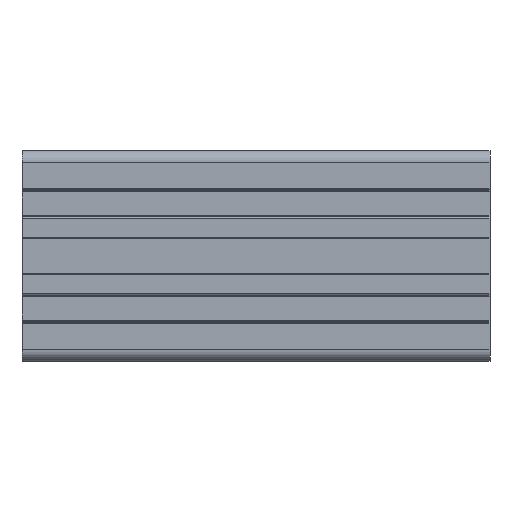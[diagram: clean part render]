
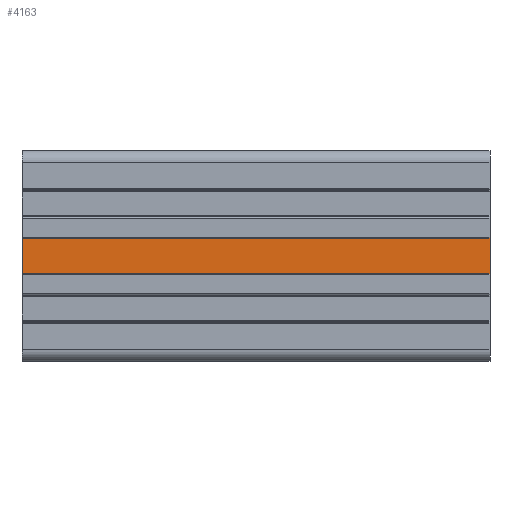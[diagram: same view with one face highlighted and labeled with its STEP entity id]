
A CAD part, left-side view. The second image highlights one B-rep face of the part: STEP entity #4163.
In plain terms, the highlighted planar face has unit normal (-1, 0, 0).
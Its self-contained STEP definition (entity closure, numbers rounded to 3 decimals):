
#730 = EDGE_CURVE ( 'NONE', #7679, #4779, #1283, .T. ) ;
#796 = CARTESIAN_POINT ( 'NONE',  ( -44., 0., -7.5 ) ) ;
#854 = CARTESIAN_POINT ( 'NONE',  ( -44., 0., 7.5 ) ) ;
#1115 = CARTESIAN_POINT ( 'NONE',  ( -44., 0., 7.5 ) ) ;
#1283 = LINE ( 'NONE', #4153, #5112 ) ;
#1685 = EDGE_LOOP ( 'NONE', ( #5987, #2444, #4558, #5224 ) ) ;
#1758 = LINE ( 'NONE', #854, #7385 ) ;
#1818 = DIRECTION ( 'NONE',  ( 0., 0., 1. ) ) ;
#1978 = DIRECTION ( 'NONE',  ( 0., 1., 0. ) ) ;
#2080 = PLANE ( 'NONE',  #2193 ) ;
#2193 = AXIS2_PLACEMENT_3D ( 'NONE', #2684, #5234, #6434 ) ;
#2444 = ORIENTED_EDGE ( 'NONE', *, *, #4093, .T. ) ;
#2684 = CARTESIAN_POINT ( 'NONE',  ( -44., 0., -7.5 ) ) ;
#2787 = FACE_OUTER_BOUND ( 'NONE', #1685, .T. ) ;
#3259 = CARTESIAN_POINT ( 'NONE',  ( -44., 200., -7.5 ) ) ;
#3898 = EDGE_CURVE ( 'NONE', #6069, #6425, #4327, .T. ) ;
#4010 = LINE ( 'NONE', #796, #6701 ) ;
#4093 = EDGE_CURVE ( 'NONE', #4779, #6425, #1758, .T. ) ;
#4153 = CARTESIAN_POINT ( 'NONE',  ( -44., 0., -7.5 ) ) ;
#4163 = ADVANCED_FACE ( 'NONE', ( #2787 ), #2080, .T. ) ;
#4315 = CARTESIAN_POINT ( 'NONE',  ( -44., 200., 0. ) ) ;
#4327 = LINE ( 'NONE', #4315, #5302 ) ;
#4471 = CARTESIAN_POINT ( 'NONE',  ( -44., 0., -7.5 ) ) ;
#4558 = ORIENTED_EDGE ( 'NONE', *, *, #3898, .F. ) ;
#4779 = VERTEX_POINT ( 'NONE', #1115 ) ;
#5112 = VECTOR ( 'NONE', #7164, 1000. ) ;
#5224 = ORIENTED_EDGE ( 'NONE', *, *, #5514, .T. ) ;
#5234 = DIRECTION ( 'NONE',  ( -1., 0., 0. ) ) ;
#5302 = VECTOR ( 'NONE', #1818, 1000. ) ;
#5514 = EDGE_CURVE ( 'NONE', #6069, #7679, #4010, .T. ) ;
#5987 = ORIENTED_EDGE ( 'NONE', *, *, #730, .T. ) ;
#6069 = VERTEX_POINT ( 'NONE', #3259 ) ;
#6425 = VERTEX_POINT ( 'NONE', #6635 ) ;
#6434 = DIRECTION ( 'NONE',  ( 0., 0., 1. ) ) ;
#6635 = CARTESIAN_POINT ( 'NONE',  ( -44., 200., 7.5 ) ) ;
#6701 = VECTOR ( 'NONE', #7499, 1000. ) ;
#7164 = DIRECTION ( 'NONE',  ( 0., 0., 1. ) ) ;
#7385 = VECTOR ( 'NONE', #1978, 1000. ) ;
#7499 = DIRECTION ( 'NONE',  ( 0., -1., 0. ) ) ;
#7679 = VERTEX_POINT ( 'NONE', #4471 ) ;
